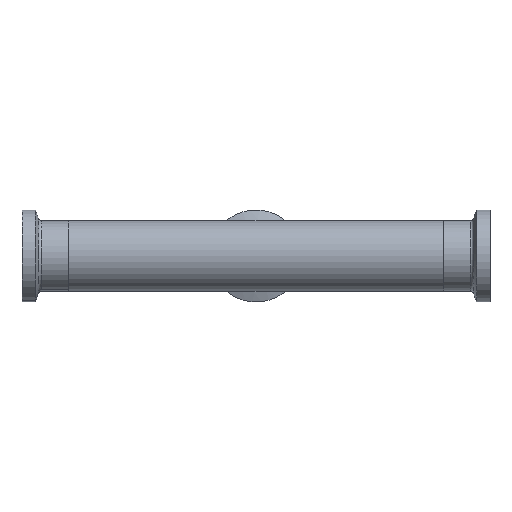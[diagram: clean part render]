
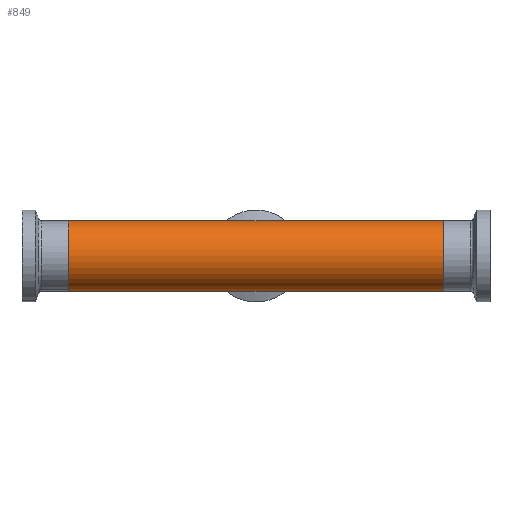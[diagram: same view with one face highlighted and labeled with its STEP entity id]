
A CAD part, front view. The second image highlights one B-rep face of the part: STEP entity #849.
In plain terms, the highlighted cylindrical face has radius 9.525 mm (diameter 19.05 mm), a partial arc.
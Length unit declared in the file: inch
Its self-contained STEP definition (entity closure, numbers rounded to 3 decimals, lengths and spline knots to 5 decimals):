
#164 = CARTESIAN_POINT ( 'NONE',  ( 2., 0., -0.375 ) ) ;
#225 = LINE ( 'NONE', #1016, #597 ) ;
#257 = VERTEX_POINT ( 'NONE', #1012 ) ;
#340 = CARTESIAN_POINT ( 'NONE',  ( -2., 0., 0. ) ) ;
#349 = CARTESIAN_POINT ( 'NONE',  ( 2., 0., 0. ) ) ;
#357 = CYLINDRICAL_SURFACE ( 'NONE', #2325, 0.375 ) ;
#474 = FACE_OUTER_BOUND ( 'NONE', #2737, .T. ) ;
#579 = ORIENTED_EDGE ( 'NONE', *, *, #1246, .T. ) ;
#597 = VECTOR ( 'NONE', #2579, 39.37008 ) ;
#615 = DIRECTION ( 'NONE',  ( -1., 0., 0. ) ) ;
#638 = DIRECTION ( 'NONE',  ( 1., 0., 0. ) ) ;
#705 = VERTEX_POINT ( 'NONE', #735 ) ;
#706 = ORIENTED_EDGE ( 'NONE', *, *, #1789, .F. ) ;
#735 = CARTESIAN_POINT ( 'NONE',  ( 2., 0., 0.375 ) ) ;
#766 = LINE ( 'NONE', #164, #2742 ) ;
#807 = ORIENTED_EDGE ( 'NONE', *, *, #1169, .F. ) ;
#826 = CARTESIAN_POINT ( 'NONE',  ( -2., 0., 0.375 ) ) ;
#845 = DIRECTION ( 'NONE',  ( 0., 0., -1. ) ) ;
#849 = ADVANCED_FACE ( 'NONE', ( #474 ), #357, .T. ) ;
#963 = ORIENTED_EDGE ( 'NONE', *, *, #1651, .T. ) ;
#981 = DIRECTION ( 'NONE',  ( 1., 0., 0. ) ) ;
#996 = VERTEX_POINT ( 'NONE', #826 ) ;
#1012 = CARTESIAN_POINT ( 'NONE',  ( -2., 0., -0.375 ) ) ;
#1016 = CARTESIAN_POINT ( 'NONE',  ( 2., 0., 0.375 ) ) ;
#1083 = CIRCLE ( 'NONE', #2511, 0.375 ) ;
#1169 = EDGE_CURVE ( 'NONE', #705, #2785, #1759, .T. ) ;
#1231 = DIRECTION ( 'NONE',  ( 0., 0., -1. ) ) ;
#1246 = EDGE_CURVE ( 'NONE', #705, #996, #225, .T. ) ;
#1651 = EDGE_CURVE ( 'NONE', #996, #257, #1083, .T. ) ;
#1679 = DIRECTION ( 'NONE',  ( 0., 0., 1. ) ) ;
#1759 = CIRCLE ( 'NONE', #2674, 0.375 ) ;
#1789 = EDGE_CURVE ( 'NONE', #2785, #257, #766, .T. ) ;
#1871 = CARTESIAN_POINT ( 'NONE',  ( 2., 0., -0.375 ) ) ;
#2177 = CARTESIAN_POINT ( 'NONE',  ( 2., 0., 0. ) ) ;
#2325 = AXIS2_PLACEMENT_3D ( 'NONE', #349, #2539, #1679 ) ;
#2511 = AXIS2_PLACEMENT_3D ( 'NONE', #340, #981, #1231 ) ;
#2539 = DIRECTION ( 'NONE',  ( -1., 0., 0. ) ) ;
#2579 = DIRECTION ( 'NONE',  ( -1., 0., 0. ) ) ;
#2674 = AXIS2_PLACEMENT_3D ( 'NONE', #2177, #638, #845 ) ;
#2737 = EDGE_LOOP ( 'NONE', ( #706, #807, #579, #963 ) ) ;
#2742 = VECTOR ( 'NONE', #615, 39.37008 ) ;
#2785 = VERTEX_POINT ( 'NONE', #1871 ) ;
